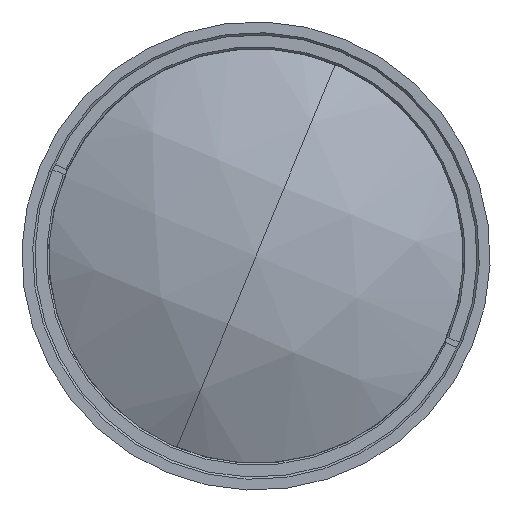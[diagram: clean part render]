
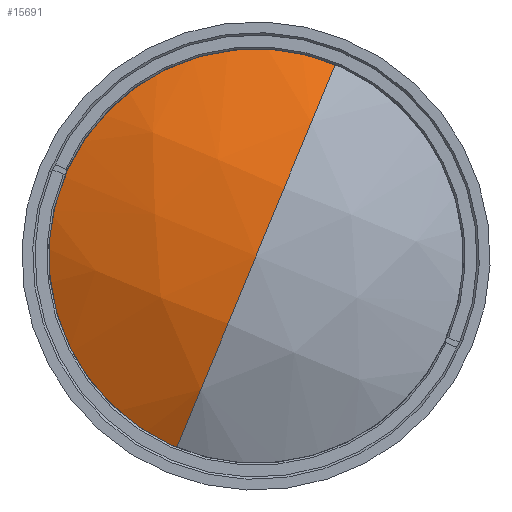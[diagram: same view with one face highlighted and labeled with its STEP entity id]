
A CAD part, left-side view. The second image highlights one B-rep face of the part: STEP entity #15691.
In plain terms, the highlighted free-form (B-spline) face has degree [3, 3] with [4, 4] control points.
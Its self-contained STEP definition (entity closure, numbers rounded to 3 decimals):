
#276 = DIRECTION ( 'NONE',  ( -1., 0., 0. ) ) ;
#608 = EDGE_CURVE ( 'NONE', #18521, #2012, #18456, .T. ) ;
#694 = AXIS2_PLACEMENT_3D ( 'NONE', #15755, #7206, #11440 ) ;
#1133 = CARTESIAN_POINT ( 'NONE',  ( -295.511, 30.352, 35.241 ) ) ;
#1533 = EDGE_CURVE ( 'NONE', #7030, #18521, #5430, .T. ) ;
#2012 = VERTEX_POINT ( 'NONE', #11248 ) ;
#2744 = CARTESIAN_POINT ( 'NONE',  ( -267.405, 24.252, 72.369 ) ) ;
#3507 = CARTESIAN_POINT ( 'NONE',  ( -280.688, 21.765, -52.681 ) ) ;
#3702 = CARTESIAN_POINT ( 'NONE',  ( -280.342, 22.004, -53.258 ) ) ;
#3984 = CARTESIAN_POINT ( 'NONE',  ( -275.936, 54.027, -40.027 ) ) ;
#4081 = CARTESIAN_POINT ( 'NONE',  ( -285.29, 63.426, 3.504 ) ) ;
#4174 = CARTESIAN_POINT ( 'NONE',  ( -280.342, -5.733, 59.98 ) ) ;
#4190 = DIRECTION ( 'NONE',  ( 0., 0.924, 0.382 ) ) ;
#5330 = CARTESIAN_POINT ( 'NONE',  ( -275.936, 10.02, 66.488 ) ) ;
#5430 = CIRCLE ( 'NONE', #16169, 118.259 ) ;
#5653 = CARTESIAN_POINT ( 'NONE',  ( -177.073, 0., 0. ) ) ;
#5911 = DIRECTION ( 'NONE',  ( 0., -0.924, -0.382 ) ) ;
#6775 = CARTESIAN_POINT ( 'NONE',  ( -295.511, 46.376, -3.541 ) ) ;
#7030 = VERTEX_POINT ( 'NONE', #3507 ) ;
#7206 = DIRECTION ( 'NONE',  ( -1., 0., 0. ) ) ;
#7388 = CARTESIAN_POINT ( 'NONE',  ( -280.688, -21.765, 52.681 ) ) ;
#8325 = CARTESIAN_POINT ( 'NONE',  ( -285.29, 47.402, 42.286 ) ) ;
#8410 = CARTESIAN_POINT ( 'NONE',  ( -267.405, 68.259, -34.147 ) ) ;
#8664 = AXIS2_PLACEMENT_3D ( 'NONE', #9069, #276, #5911 ) ;
#9069 = CARTESIAN_POINT ( 'NONE',  ( -280.688, 0., 0. ) ) ;
#10034 = CARTESIAN_POINT ( 'NONE',  ( -300.789, 27.504, -11.338 ) ) ;
#11248 = CARTESIAN_POINT ( 'NONE',  ( -280.688, 52.681, 21.765 ) ) ;
#11440 = DIRECTION ( 'NONE',  ( 0., -0.924, -0.382 ) ) ;
#11568 = CARTESIAN_POINT ( 'NONE',  ( -300.789, -8.012, 19.391 ) ) ;
#12545 = FACE_OUTER_BOUND ( 'NONE', #15941, .T. ) ;
#12630 = CARTESIAN_POINT ( 'NONE',  ( -300.789, 11.481, 27.444 ) ) ;
#13259 =( BOUNDED_SURFACE ( )  B_SPLINE_SURFACE ( 3, 3, ( 
 ( #3702, #15792, #3984, #8410 ),
 ( #17443, #10034, #6775, #4081 ),
 ( #11568, #12630, #1133, #8325 ),
 ( #14147, #4174, #5330, #2744 ) ),
 .UNSPECIFIED., .F., .F., .F. ) 
 B_SPLINE_SURFACE_WITH_KNOTS ( ( 4, 4 ),
 ( 4, 4 ),
 ( 0., 1. ),
 ( 0., 1. ),
 .UNSPECIFIED. ) 
 GEOMETRIC_REPRESENTATION_ITEM ( )  RATIONAL_B_SPLINE_SURFACE ( (
 ( 1., 0.979, 0.979, 1.),
 ( 0.916, 0.896, 0.896, 0.916),
 ( 0.916, 0.896, 0.896, 0.916),
 ( 1., 0.979, 0.979, 1.) ) ) 
 REPRESENTATION_ITEM ( '' )  SURFACE ( )  );
#13564 = ORIENTED_EDGE ( 'NONE', *, *, #1533, .T. ) ;
#14147 = CARTESIAN_POINT ( 'NONE',  ( -280.342, -22.004, 53.258 ) ) ;
#15647 = ORIENTED_EDGE ( 'NONE', *, *, #608, .T. ) ;
#15691 = ADVANCED_FACE ( 'NONE', ( #12545 ), #13259, .T. ) ;
#15755 = CARTESIAN_POINT ( 'NONE',  ( -280.688, 0., 0. ) ) ;
#15792 = CARTESIAN_POINT ( 'NONE',  ( -280.342, 38.274, -46.535 ) ) ;
#15819 = EDGE_CURVE ( 'NONE', #2012, #7030, #16948, .T. ) ;
#15941 = EDGE_LOOP ( 'NONE', ( #16011, #13564, #15647 ) ) ;
#16011 = ORIENTED_EDGE ( 'NONE', *, *, #15819, .T. ) ;
#16169 = AXIS2_PLACEMENT_3D ( 'NONE', #5653, #4190, #17457 ) ;
#16948 = CIRCLE ( 'NONE', #8664, 57. ) ;
#17443 = CARTESIAN_POINT ( 'NONE',  ( -300.789, 8.012, -19.391 ) ) ;
#17457 = DIRECTION ( 'NONE',  ( 0., 0.382, -0.924 ) ) ;
#18456 = CIRCLE ( 'NONE', #694, 57. ) ;
#18521 = VERTEX_POINT ( 'NONE', #7388 ) ;
